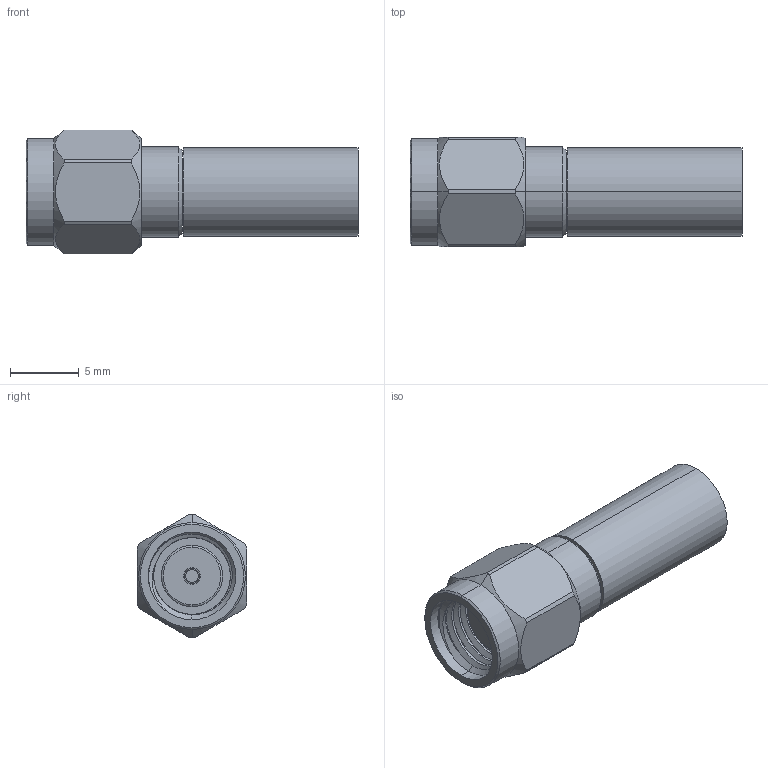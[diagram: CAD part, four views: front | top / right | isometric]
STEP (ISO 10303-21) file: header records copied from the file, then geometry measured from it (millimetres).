
FILE_DESCRIPTION (( 'STEP AP214' ), '1' );
FILE_NAME ('FMCN1759_3D.STEP', '2021-09-21T15:40:49', ( '' ), ( '' ), 'SwSTEP 2.0', 'SolidWorks 2021', '' );
FILE_SCHEMA (( 'AUTOMOTIVE_DESIGN' ));
Length unit declared in the file: inch
Products named in the file (3): FMCN1759; FMCN1759_FERRULE; FMCN1759_3D
Assembly tree (2 placements, depth 2):
  FMCN1759_3D
    FMCN1759
    FMCN1759_FERRULE
Bounding box: 24.13 x 7.94 x 8.99 mm (x, y, z)
Volume: 586.1 mm3; surface area: 1346.2 mm2
Topology: 2 solids, 2 shells, 105 faces, 259 edges, 166 vertices
Faces by surface type: cylinder 51, plane 30, cone 19, bspline 5
Entity records: 5496 total; most frequent: CARTESIAN_POINT 3008, ORIENTED_EDGE 518, DIRECTION 473, EDGE_CURVE 259, AXIS2_PLACEMENT_3D 195, VERTEX_POINT 166, EDGE_LOOP 115, FACE_OUTER_BOUND 105
